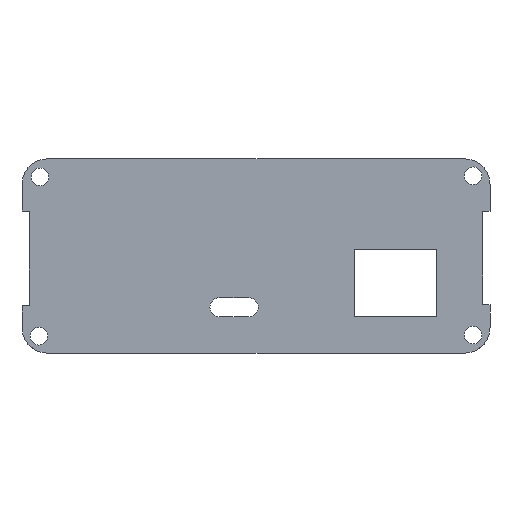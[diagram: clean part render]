
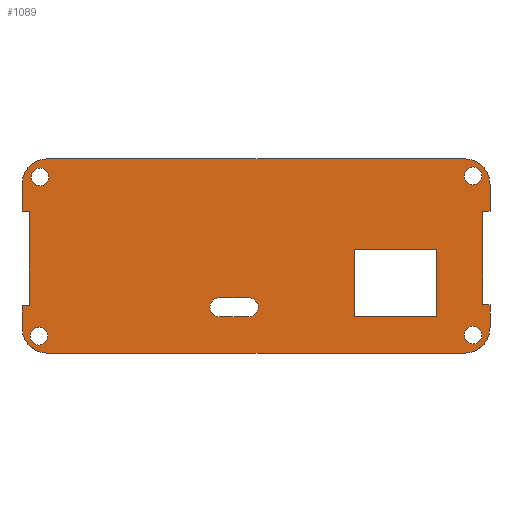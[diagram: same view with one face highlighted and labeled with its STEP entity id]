
A CAD part, top view. The second image highlights one B-rep face of the part: STEP entity #1089.
In plain terms, the highlighted planar face has unit normal (0, 0, 1).
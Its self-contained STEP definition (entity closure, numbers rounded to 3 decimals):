
#24 = VERTEX_POINT('',#25);
#25 = CARTESIAN_POINT('',(0.,9.8,2.));
#31 = EDGE_CURVE('',#24,#32,#34,.T.);
#32 = VERTEX_POINT('',#33);
#33 = CARTESIAN_POINT('',(0.,5.3,2.));
#34 = LINE('',#35,#36);
#35 = CARTESIAN_POINT('',(0.,9.8,2.));
#36 = VECTOR('',#37,1.);
#37 = DIRECTION('',(0.,-1.,0.));
#62 = EDGE_CURVE('',#32,#63,#65,.T.);
#63 = VERTEX_POINT('',#64);
#64 = CARTESIAN_POINT('',(5.3,0.,2.));
#65 = CIRCLE('',#66,5.3);
#66 = AXIS2_PLACEMENT_3D('',#67,#68,#69);
#67 = CARTESIAN_POINT('',(5.3,5.3,2.));
#68 = DIRECTION('',(0.,0.,1.));
#69 = DIRECTION('',(1.,0.,0.));
#95 = EDGE_CURVE('',#63,#96,#98,.T.);
#96 = VERTEX_POINT('',#97);
#97 = CARTESIAN_POINT('',(91.6,0.,2.));
#98 = LINE('',#99,#100);
#99 = CARTESIAN_POINT('',(5.3,0.,2.));
#100 = VECTOR('',#101,1.);
#101 = DIRECTION('',(1.,0.,0.));
#126 = EDGE_CURVE('',#96,#127,#129,.T.);
#127 = VERTEX_POINT('',#128);
#128 = CARTESIAN_POINT('',(96.9,5.3,2.));
#129 = CIRCLE('',#130,5.3);
#130 = AXIS2_PLACEMENT_3D('',#131,#132,#133);
#131 = CARTESIAN_POINT('',(91.6,5.3,2.));
#132 = DIRECTION('',(0.,0.,1.));
#133 = DIRECTION('',(1.,0.,0.));
#161 = VERTEX_POINT('',#162);
#162 = CARTESIAN_POINT('',(96.9,10.025,2.));
#168 = EDGE_CURVE('',#161,#127,#169,.T.);
#169 = LINE('',#170,#171);
#170 = CARTESIAN_POINT('',(96.9,10.025,2.));
#171 = VECTOR('',#172,1.);
#172 = DIRECTION('',(0.,-1.,0.));
#190 = EDGE_CURVE('',#161,#191,#193,.T.);
#191 = VERTEX_POINT('',#192);
#192 = CARTESIAN_POINT('',(95.5,10.025,2.));
#193 = LINE('',#194,#195);
#194 = CARTESIAN_POINT('',(96.9,10.025,2.));
#195 = VECTOR('',#196,1.);
#196 = DIRECTION('',(-1.,0.,0.));
#223 = VERTEX_POINT('',#224);
#224 = CARTESIAN_POINT('',(95.4,10.125,2.));
#230 = EDGE_CURVE('',#223,#191,#231,.T.);
#231 = CIRCLE('',#232,0.1);
#232 = AXIS2_PLACEMENT_3D('',#233,#234,#235);
#233 = CARTESIAN_POINT('',(95.5,10.125,2.));
#234 = DIRECTION('',(0.,0.,1.));
#235 = DIRECTION('',(1.,0.,0.));
#256 = VERTEX_POINT('',#257);
#257 = CARTESIAN_POINT('',(95.4,29.325,2.));
#263 = EDGE_CURVE('',#256,#223,#264,.T.);
#264 = LINE('',#265,#266);
#265 = CARTESIAN_POINT('',(95.4,29.325,2.));
#266 = VECTOR('',#267,1.);
#267 = DIRECTION('',(0.,-1.,0.));
#287 = VERTEX_POINT('',#288);
#288 = CARTESIAN_POINT('',(95.5,29.425,2.));
#294 = EDGE_CURVE('',#287,#256,#295,.T.);
#295 = CIRCLE('',#296,0.1);
#296 = AXIS2_PLACEMENT_3D('',#297,#298,#299);
#297 = CARTESIAN_POINT('',(95.5,29.325,2.));
#298 = DIRECTION('',(0.,0.,1.));
#299 = DIRECTION('',(1.,0.,0.));
#320 = VERTEX_POINT('',#321);
#321 = CARTESIAN_POINT('',(96.9,29.425,2.));
#327 = EDGE_CURVE('',#320,#287,#328,.T.);
#328 = LINE('',#329,#330);
#329 = CARTESIAN_POINT('',(96.9,29.425,2.));
#330 = VECTOR('',#331,1.);
#331 = DIRECTION('',(-1.,0.,0.));
#351 = VERTEX_POINT('',#352);
#352 = CARTESIAN_POINT('',(96.9,34.925,2.));
#358 = EDGE_CURVE('',#351,#320,#359,.T.);
#359 = LINE('',#360,#361);
#360 = CARTESIAN_POINT('',(96.9,34.925,2.));
#361 = VECTOR('',#362,1.);
#362 = DIRECTION('',(0.,-1.,0.));
#380 = EDGE_CURVE('',#351,#381,#383,.T.);
#381 = VERTEX_POINT('',#382);
#382 = CARTESIAN_POINT('',(91.6,40.225,2.));
#383 = CIRCLE('',#384,5.3);
#384 = AXIS2_PLACEMENT_3D('',#385,#386,#387);
#385 = CARTESIAN_POINT('',(91.6,34.925,2.));
#386 = DIRECTION('',(0.,0.,1.));
#387 = DIRECTION('',(1.,0.,0.));
#413 = EDGE_CURVE('',#381,#414,#416,.T.);
#414 = VERTEX_POINT('',#415);
#415 = CARTESIAN_POINT('',(5.3,40.225,2.));
#416 = LINE('',#417,#418);
#417 = CARTESIAN_POINT('',(91.6,40.225,2.));
#418 = VECTOR('',#419,1.);
#419 = DIRECTION('',(-1.,0.,0.));
#444 = EDGE_CURVE('',#414,#445,#447,.T.);
#445 = VERTEX_POINT('',#446);
#446 = CARTESIAN_POINT('',(0.,34.925,2.));
#447 = CIRCLE('',#448,5.3);
#448 = AXIS2_PLACEMENT_3D('',#449,#450,#451);
#449 = CARTESIAN_POINT('',(5.3,34.925,2.));
#450 = DIRECTION('',(0.,0.,1.));
#451 = DIRECTION('',(1.,0.,0.));
#477 = EDGE_CURVE('',#445,#478,#480,.T.);
#478 = VERTEX_POINT('',#479);
#479 = CARTESIAN_POINT('',(0.,29.425,2.));
#480 = LINE('',#481,#482);
#481 = CARTESIAN_POINT('',(0.,34.925,2.));
#482 = VECTOR('',#483,1.);
#483 = DIRECTION('',(0.,-1.,0.));
#508 = EDGE_CURVE('',#478,#509,#511,.T.);
#509 = VERTEX_POINT('',#510);
#510 = CARTESIAN_POINT('',(1.4,29.425,2.));
#511 = LINE('',#512,#513);
#512 = CARTESIAN_POINT('',(0.,29.425,2.));
#513 = VECTOR('',#514,1.);
#514 = DIRECTION('',(1.,0.,0.));
#541 = VERTEX_POINT('',#542);
#542 = CARTESIAN_POINT('',(1.5,29.325,2.));
#548 = EDGE_CURVE('',#541,#509,#549,.T.);
#549 = CIRCLE('',#550,0.1);
#550 = AXIS2_PLACEMENT_3D('',#551,#552,#553);
#551 = CARTESIAN_POINT('',(1.4,29.325,2.));
#552 = DIRECTION('',(0.,0.,1.));
#553 = DIRECTION('',(1.,0.,0.));
#572 = EDGE_CURVE('',#541,#573,#575,.T.);
#573 = VERTEX_POINT('',#574);
#574 = CARTESIAN_POINT('',(1.5,9.9,2.));
#575 = LINE('',#576,#577);
#576 = CARTESIAN_POINT('',(1.5,29.325,2.));
#577 = VECTOR('',#578,1.);
#578 = DIRECTION('',(0.,-1.,0.));
#605 = VERTEX_POINT('',#606);
#606 = CARTESIAN_POINT('',(1.4,9.8,2.));
#612 = EDGE_CURVE('',#605,#573,#613,.T.);
#613 = CIRCLE('',#614,0.1);
#614 = AXIS2_PLACEMENT_3D('',#615,#616,#617);
#615 = CARTESIAN_POINT('',(1.4,9.9,2.));
#616 = DIRECTION('',(0.,0.,1.));
#617 = DIRECTION('',(1.,0.,0.));
#636 = EDGE_CURVE('',#24,#605,#637,.T.);
#637 = LINE('',#638,#639);
#638 = CARTESIAN_POINT('',(0.,9.8,2.));
#639 = VECTOR('',#640,1.);
#640 = DIRECTION('',(1.,0.,0.));
#660 = VERTEX_POINT('',#661);
#661 = CARTESIAN_POINT('',(68.9,21.5,2.));
#667 = EDGE_CURVE('',#660,#668,#670,.T.);
#668 = VERTEX_POINT('',#669);
#669 = CARTESIAN_POINT('',(85.9,21.5,2.));
#670 = LINE('',#671,#672);
#671 = CARTESIAN_POINT('',(68.9,21.5,2.));
#672 = VECTOR('',#673,1.);
#673 = DIRECTION('',(1.,0.,0.));
#698 = EDGE_CURVE('',#668,#699,#701,.T.);
#699 = VERTEX_POINT('',#700);
#700 = CARTESIAN_POINT('',(85.9,7.5,2.));
#701 = LINE('',#702,#703);
#702 = CARTESIAN_POINT('',(85.9,21.5,2.));
#703 = VECTOR('',#704,1.);
#704 = DIRECTION('',(0.,-1.,0.));
#729 = EDGE_CURVE('',#699,#730,#732,.T.);
#730 = VERTEX_POINT('',#731);
#731 = CARTESIAN_POINT('',(68.9,7.5,2.));
#732 = LINE('',#733,#734);
#733 = CARTESIAN_POINT('',(85.9,7.5,2.));
#734 = VECTOR('',#735,1.);
#735 = DIRECTION('',(-1.,0.,0.));
#760 = EDGE_CURVE('',#730,#660,#761,.T.);
#761 = LINE('',#762,#763);
#762 = CARTESIAN_POINT('',(68.9,7.5,2.));
#763 = VECTOR('',#764,1.);
#764 = DIRECTION('',(0.,1.,0.));
#784 = VERTEX_POINT('',#785);
#785 = CARTESIAN_POINT('',(46.9,7.5,2.));
#791 = EDGE_CURVE('',#784,#792,#794,.T.);
#792 = VERTEX_POINT('',#793);
#793 = CARTESIAN_POINT('',(46.9,11.5,2.));
#794 = CIRCLE('',#795,2.);
#795 = AXIS2_PLACEMENT_3D('',#796,#797,#798);
#796 = CARTESIAN_POINT('',(46.9,9.5,2.));
#797 = DIRECTION('',(0.,0.,1.));
#798 = DIRECTION('',(1.,0.,0.));
#824 = EDGE_CURVE('',#792,#825,#827,.T.);
#825 = VERTEX_POINT('',#826);
#826 = CARTESIAN_POINT('',(40.9,11.5,2.));
#827 = LINE('',#828,#829);
#828 = CARTESIAN_POINT('',(46.9,11.5,2.));
#829 = VECTOR('',#830,1.);
#830 = DIRECTION('',(-1.,0.,0.));
#855 = EDGE_CURVE('',#825,#856,#858,.T.);
#856 = VERTEX_POINT('',#857);
#857 = CARTESIAN_POINT('',(40.9,7.5,2.));
#858 = CIRCLE('',#859,2.);
#859 = AXIS2_PLACEMENT_3D('',#860,#861,#862);
#860 = CARTESIAN_POINT('',(40.9,9.5,2.));
#861 = DIRECTION('',(0.,0.,1.));
#862 = DIRECTION('',(1.,0.,0.));
#888 = EDGE_CURVE('',#856,#784,#889,.T.);
#889 = LINE('',#890,#891);
#890 = CARTESIAN_POINT('',(40.9,7.5,2.));
#891 = VECTOR('',#892,1.);
#892 = DIRECTION('',(1.,0.,0.));
#912 = VERTEX_POINT('',#913);
#913 = CARTESIAN_POINT('',(95.225,36.725,2.));
#919 = EDGE_CURVE('',#912,#912,#920,.T.);
#920 = CIRCLE('',#921,1.825);
#921 = AXIS2_PLACEMENT_3D('',#922,#923,#924);
#922 = CARTESIAN_POINT('',(93.4,36.725,2.));
#923 = DIRECTION('',(0.,0.,1.));
#924 = DIRECTION('',(1.,0.,0.));
#945 = VERTEX_POINT('',#946);
#946 = CARTESIAN_POINT('',(95.225,3.725,2.));
#952 = EDGE_CURVE('',#945,#945,#953,.T.);
#953 = CIRCLE('',#954,1.825);
#954 = AXIS2_PLACEMENT_3D('',#955,#956,#957);
#955 = CARTESIAN_POINT('',(93.4,3.725,2.));
#956 = DIRECTION('',(0.,0.,1.));
#957 = DIRECTION('',(1.,0.,0.));
#978 = VERTEX_POINT('',#979);
#979 = CARTESIAN_POINT('',(5.55,36.5,2.));
#985 = EDGE_CURVE('',#978,#978,#986,.T.);
#986 = CIRCLE('',#987,1.825);
#987 = AXIS2_PLACEMENT_3D('',#988,#989,#990);
#988 = CARTESIAN_POINT('',(3.725,36.5,2.));
#989 = DIRECTION('',(0.,0.,1.));
#990 = DIRECTION('',(1.,0.,0.));
#1011 = VERTEX_POINT('',#1012);
#1012 = CARTESIAN_POINT('',(5.325,3.5,2.));
#1018 = EDGE_CURVE('',#1011,#1011,#1019,.T.);
#1019 = CIRCLE('',#1020,1.825);
#1020 = AXIS2_PLACEMENT_3D('',#1021,#1022,#1023);
#1021 = CARTESIAN_POINT('',(3.5,3.5,2.));
#1022 = DIRECTION('',(0.,0.,1.));
#1023 = DIRECTION('',(1.,0.,0.));
#1089 = ADVANCED_FACE('',(#1090,#1112,#1118,#1124,#1127,#1130,#1133),
  #1136,.T.);
#1090 = FACE_BOUND('',#1091,.T.);
#1091 = EDGE_LOOP('',(#1092,#1093,#1094,#1095,#1096,#1097,#1098,#1099,
    #1100,#1101,#1102,#1103,#1104,#1105,#1106,#1107,#1108,#1109,#1110,
    #1111));
#1092 = ORIENTED_EDGE('',*,*,#31,.T.);
#1093 = ORIENTED_EDGE('',*,*,#62,.T.);
#1094 = ORIENTED_EDGE('',*,*,#95,.T.);
#1095 = ORIENTED_EDGE('',*,*,#126,.T.);
#1096 = ORIENTED_EDGE('',*,*,#168,.F.);
#1097 = ORIENTED_EDGE('',*,*,#190,.T.);
#1098 = ORIENTED_EDGE('',*,*,#230,.F.);
#1099 = ORIENTED_EDGE('',*,*,#263,.F.);
#1100 = ORIENTED_EDGE('',*,*,#294,.F.);
#1101 = ORIENTED_EDGE('',*,*,#327,.F.);
#1102 = ORIENTED_EDGE('',*,*,#358,.F.);
#1103 = ORIENTED_EDGE('',*,*,#380,.T.);
#1104 = ORIENTED_EDGE('',*,*,#413,.T.);
#1105 = ORIENTED_EDGE('',*,*,#444,.T.);
#1106 = ORIENTED_EDGE('',*,*,#477,.T.);
#1107 = ORIENTED_EDGE('',*,*,#508,.T.);
#1108 = ORIENTED_EDGE('',*,*,#548,.F.);
#1109 = ORIENTED_EDGE('',*,*,#572,.T.);
#1110 = ORIENTED_EDGE('',*,*,#612,.F.);
#1111 = ORIENTED_EDGE('',*,*,#636,.F.);
#1112 = FACE_BOUND('',#1113,.T.);
#1113 = EDGE_LOOP('',(#1114,#1115,#1116,#1117));
#1114 = ORIENTED_EDGE('',*,*,#667,.T.);
#1115 = ORIENTED_EDGE('',*,*,#698,.T.);
#1116 = ORIENTED_EDGE('',*,*,#729,.T.);
#1117 = ORIENTED_EDGE('',*,*,#760,.T.);
#1118 = FACE_BOUND('',#1119,.F.);
#1119 = EDGE_LOOP('',(#1120,#1121,#1122,#1123));
#1120 = ORIENTED_EDGE('',*,*,#791,.T.);
#1121 = ORIENTED_EDGE('',*,*,#824,.T.);
#1122 = ORIENTED_EDGE('',*,*,#855,.T.);
#1123 = ORIENTED_EDGE('',*,*,#888,.T.);
#1124 = FACE_BOUND('',#1125,.F.);
#1125 = EDGE_LOOP('',(#1126));
#1126 = ORIENTED_EDGE('',*,*,#919,.T.);
#1127 = FACE_BOUND('',#1128,.F.);
#1128 = EDGE_LOOP('',(#1129));
#1129 = ORIENTED_EDGE('',*,*,#952,.T.);
#1130 = FACE_BOUND('',#1131,.F.);
#1131 = EDGE_LOOP('',(#1132));
#1132 = ORIENTED_EDGE('',*,*,#985,.T.);
#1133 = FACE_BOUND('',#1134,.F.);
#1134 = EDGE_LOOP('',(#1135));
#1135 = ORIENTED_EDGE('',*,*,#1018,.T.);
#1136 = PLANE('',#1137);
#1137 = AXIS2_PLACEMENT_3D('',#1138,#1139,#1140);
#1138 = CARTESIAN_POINT('',(52.729,18.578,2.));
#1139 = DIRECTION('',(0.,0.,1.));
#1140 = DIRECTION('',(1.,0.,0.));
